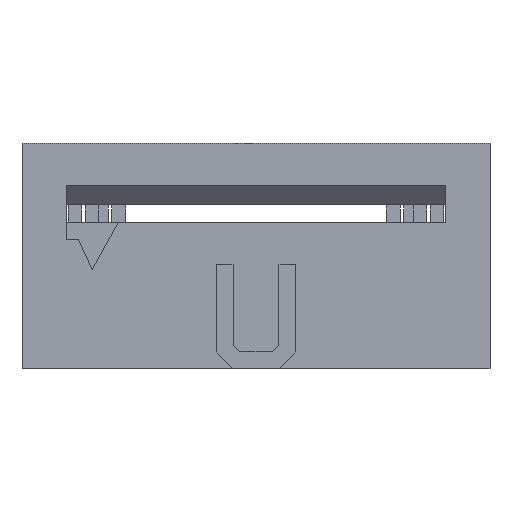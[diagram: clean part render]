
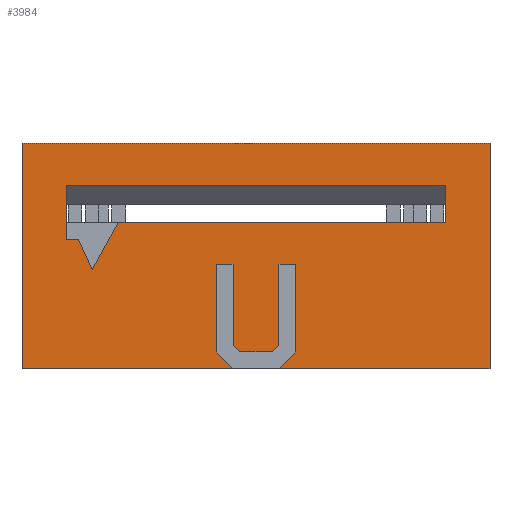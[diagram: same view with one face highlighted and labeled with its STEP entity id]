
A CAD part, top view. The second image highlights one B-rep face of the part: STEP entity #3984.
In plain terms, the highlighted free-form (B-spline) face has degree [1, 1] with [2, 2] control points.
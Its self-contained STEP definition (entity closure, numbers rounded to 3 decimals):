
#650=CARTESIAN_POINT('V26',(11.969,0.8,
   6.1));
#651=VERTEX_POINT('V26',#650);
#658=CARTESIAN_POINT('V169',(12.3,1.131,
   6.1));
#659=VERTEX_POINT('V169',#658);
#665=CARTESIAN_POINT('E236',(11.969,0.8,
   6.1));
#666=CARTESIAN_POINT('E236',(12.3,1.131,
   6.1));
#667=QUASI_UNIFORM_CURVE('E236',1,(#665,#666),.POLYLINE_FORM.,.F.,
   .U.);
#668=EDGE_CURVE('E236',#651,#659,#667,.T.);
#680=CARTESIAN_POINT('V168',(12.3,5.0,
   6.1));
#681=VERTEX_POINT('V168',#680);
#687=CARTESIAN_POINT('E234',(12.3,1.131,
   6.1));
#688=CARTESIAN_POINT('E234',(12.3,5.0,
   6.1));
#689=B_SPLINE_CURVE_WITH_KNOTS('E234',1,(#687,#688),.POLYLINE_FORM.,
   .F.,.U.,(2,2),(0.0,3.517),.UNSPECIFIED.);
#690=EDGE_CURVE('E234',#659,#681,#689,.T.);
#702=CARTESIAN_POINT('V167',(13.1,5.0,
   6.1));
#703=VERTEX_POINT('V167',#702);
#709=CARTESIAN_POINT('E232',(12.3,5.0,
   6.1));
#710=CARTESIAN_POINT('E232',(13.1,5.0,
   6.1));
#711=QUASI_UNIFORM_CURVE('E232',1,(#709,#710),.POLYLINE_FORM.,.F.,
   .U.);
#712=EDGE_CURVE('E232',#681,#703,#711,.T.);
#724=CARTESIAN_POINT('V166',(13.1,0.8,
   6.1));
#725=VERTEX_POINT('V166',#724);
#731=CARTESIAN_POINT('E230',(13.1,5.0,
   6.1));
#732=CARTESIAN_POINT('E230',(13.1,0.8,
   6.1));
#733=B_SPLINE_CURVE_WITH_KNOTS('E230',1,(#731,#732),.POLYLINE_FORM.,
   .F.,.U.,(2,2),(0.0,3.818),.UNSPECIFIED.);
#734=EDGE_CURVE('E230',#703,#725,#733,.T.);
#746=CARTESIAN_POINT('V4',(12.3,0.,
   6.1));
#747=VERTEX_POINT('V4',#746);
#753=CARTESIAN_POINT('E228',(13.1,0.8,
   6.1));
#754=CARTESIAN_POINT('E228',(12.3,0.,
   6.1));
#755=QUASI_UNIFORM_CURVE('E228',1,(#753,#754),.POLYLINE_FORM.,.F.,
   .U.);
#756=EDGE_CURVE('E228',#725,#747,#755,.T.);
#1477=CARTESIAN_POINT('V8',(0.0,0.0,6.1));
#1478=VERTEX_POINT('V8',#1477);
#1484=CARTESIAN_POINT('V66',(0.0,10.8,
   6.1));
#1485=VERTEX_POINT('V66',#1484);
#1486=CARTESIAN_POINT('E312',(0.0,0.0,6.1));
#1487=CARTESIAN_POINT('E312',(0.,10.8,
   6.1));
#1488=B_SPLINE_CURVE_WITH_KNOTS('E312',1,(#1486,#1487),
   .POLYLINE_FORM.,.F.,.U.,(2,2),(0.0,1.77),
   .UNSPECIFIED.);
#1489=EDGE_CURVE('E312',#1478,#1485,#1488,.T.);
#2004=CARTESIAN_POINT('V67',(22.4,10.8,
   6.1));
#2005=VERTEX_POINT('V67',#2004);
#2013=CARTESIAN_POINT('V3',(22.4,0.0,6.1)
   );
#2014=VERTEX_POINT('V3',#2013);
#2015=CARTESIAN_POINT('E185',(22.4,0.0,
   6.1));
#2016=CARTESIAN_POINT('E185',(22.4,10.8,
   6.1));
#2017=B_SPLINE_CURVE_WITH_KNOTS('E185',1,(#2015,#2016),
   .POLYLINE_FORM.,.F.,.U.,(2,2),(0.0,1.77),
   .UNSPECIFIED.);
#2018=EDGE_CURVE('E185',#2014,#2005,#2017,.T.);
#2369=CARTESIAN_POINT('E73',(0.0,10.8,
   6.1));
#2370=CARTESIAN_POINT('E73',(22.4,10.8,
   6.1));
#2371=QUASI_UNIFORM_CURVE('E73',1,(#2369,#2370),.POLYLINE_FORM.,.F.,
   .U.);
#2372=EDGE_CURVE('E73',#1485,#2005,#2371,.T.);
#3385=CARTESIAN_POINT('V246',(4.61,7.0,
   6.1));
#3386=VERTEX_POINT('V246',#3385);
#3392=CARTESIAN_POINT('V155',(20.29,7.0,
   6.1));
#3393=VERTEX_POINT('V155',#3392);
#3394=CARTESIAN_POINT('E377',(4.61,7.0,
   6.1));
#3395=CARTESIAN_POINT('E377',(20.29,7.0,
   6.1));
#3396=B_SPLINE_CURVE_WITH_KNOTS('E377',1,(#3394,#3395),
   .POLYLINE_FORM.,.F.,.U.,(2,2),(0.138,1.0),
   .UNSPECIFIED.);
#3397=EDGE_CURVE('E377',#3386,#3393,#3396,.T.);
#3476=CARTESIAN_POINT('V245',(3.36,4.75,
   6.1));
#3477=VERTEX_POINT('V245',#3476);
#3483=CARTESIAN_POINT('E372',(4.61,7.0,
   6.1));
#3484=CARTESIAN_POINT('E372',(3.36,4.75,
   6.1));
#3485=B_SPLINE_CURVE_WITH_KNOTS('E372',1,(#3483,#3484),
   .POLYLINE_FORM.,.F.,.U.,(2,2),(0.0,12.87),
   .UNSPECIFIED.);
#3486=EDGE_CURVE('E372',#3386,#3477,#3485,.T.);
#3498=CARTESIAN_POINT('V243',(2.697,6.2,
   6.1));
#3499=VERTEX_POINT('V243',#3498);
#3505=CARTESIAN_POINT('E370',(3.36,4.75,
   6.1));
#3506=CARTESIAN_POINT('E370',(2.697,6.2,
   6.1));
#3507=B_SPLINE_CURVE_WITH_KNOTS('E370',1,(#3505,#3506),
   .POLYLINE_FORM.,.F.,.U.,(2,2),(0.0,7.971),
   .UNSPECIFIED.);
#3508=EDGE_CURVE('E370',#3477,#3499,#3507,.T.);
#3520=CARTESIAN_POINT('V244',(2.11,6.2,
   6.1));
#3521=VERTEX_POINT('V244',#3520);
#3527=CARTESIAN_POINT('E367',(2.697,6.2,
   6.1));
#3528=CARTESIAN_POINT('E367',(2.11,6.2,
   6.1));
#3529=B_SPLINE_CURVE_WITH_KNOTS('E367',1,(#3527,#3528),
   .POLYLINE_FORM.,.F.,.U.,(2,2),(0.0,2.937),
   .UNSPECIFIED.);
#3530=EDGE_CURVE('E367',#3499,#3521,#3529,.T.);
#3540=CARTESIAN_POINT('V40',(2.11,8.75,
   6.1));
#3541=VERTEX_POINT('V40',#3540);
#3542=CARTESIAN_POINT('E376',(2.11,8.75,
   6.1));
#3543=CARTESIAN_POINT('E376',(2.11,6.2,
   6.1));
#3544=QUASI_UNIFORM_CURVE('E376',1,(#3542,#3543),.POLYLINE_FORM.,.F.,
   .U.);
#3545=EDGE_CURVE('E376',#3541,#3521,#3544,.T.);
#3648=CARTESIAN_POINT('V39',(20.29,8.75,
   6.1));
#3649=VERTEX_POINT('V39',#3648);
#3655=CARTESIAN_POINT('E41',(2.11,8.75,
   6.1));
#3656=CARTESIAN_POINT('E41',(20.29,8.75,
   6.1));
#3657=QUASI_UNIFORM_CURVE('E41',1,(#3655,#3656),.POLYLINE_FORM.,.F.,
   .U.);
#3658=EDGE_CURVE('E41',#3541,#3649,#3657,.T.);
#3684=CARTESIAN_POINT('E203',(20.29,8.75,
   6.1));
#3685=CARTESIAN_POINT('E203',(20.29,7.0,
   6.1));
#3686=QUASI_UNIFORM_CURVE('E203',1,(#3684,#3685),.POLYLINE_FORM.,.F.,
   .U.);
#3687=EDGE_CURVE('E203',#3649,#3393,#3686,.T.);
#3779=CARTESIAN_POINT('E3',(22.4,0.0,6.1)
   );
#3780=CARTESIAN_POINT('E3',(12.3,0.,
   6.1));
#3781=B_SPLINE_CURVE_WITH_KNOTS('E3',1,(#3779,#3780),.POLYLINE_FORM.,
   .F.,.U.,(2,2),(0.18,1.836),
   .UNSPECIFIED.);
#3782=EDGE_CURVE('E3',#2014,#747,#3781,.T.);
#3786=CARTESIAN_POINT('V7',(10.1,0.,
   6.1));
#3787=VERTEX_POINT('V7',#3786);
#3793=CARTESIAN_POINT('E7',(10.1,0.,
   6.1));
#3794=CARTESIAN_POINT('E7',(0.0,0.0,6.1));
#3795=B_SPLINE_CURVE_WITH_KNOTS('E7',1,(#3793,#3794),.POLYLINE_FORM.,
   .F.,.U.,(2,2),(0.18,1.836),
   .UNSPECIFIED.);
#3796=EDGE_CURVE('E7',#3787,#1478,#3795,.T.);
#3831=CARTESIAN_POINT('V234',(9.3,0.8,
   6.1));
#3832=VERTEX_POINT('V234',#3831);
#3833=CARTESIAN_POINT('E353',(10.1,0.,
   6.1));
#3834=CARTESIAN_POINT('E353',(9.3,0.8,
   6.1));
#3835=QUASI_UNIFORM_CURVE('E353',1,(#3833,#3834),.POLYLINE_FORM.,.F.,
   .U.);
#3836=EDGE_CURVE('E353',#3787,#3832,#3835,.T.);
#3853=CARTESIAN_POINT('V235',(9.3,5.0,
   6.1));
#3854=VERTEX_POINT('V235',#3853);
#3855=CARTESIAN_POINT('E355',(9.3,0.8,
   6.1));
#3856=CARTESIAN_POINT('E355',(9.3,5.0,
   6.1));
#3857=B_SPLINE_CURVE_WITH_KNOTS('E355',1,(#3855,#3856),
   .POLYLINE_FORM.,.F.,.U.,(2,2),(0.0,3.818),
   .UNSPECIFIED.);
#3858=EDGE_CURVE('E355',#3832,#3854,#3857,.T.);
#3875=CARTESIAN_POINT('V236',(10.1,5.0,
   6.1));
#3876=VERTEX_POINT('V236',#3875);
#3877=CARTESIAN_POINT('E357',(9.3,5.0,
   6.1));
#3878=CARTESIAN_POINT('E357',(10.1,5.0,
   6.1));
#3879=QUASI_UNIFORM_CURVE('E357',1,(#3877,#3878),.POLYLINE_FORM.,.F.,
   .U.);
#3880=EDGE_CURVE('E357',#3854,#3876,#3879,.T.);
#3897=CARTESIAN_POINT('V237',(10.1,1.131,
   6.1));
#3898=VERTEX_POINT('V237',#3897);
#3899=CARTESIAN_POINT('E359',(10.1,5.0,
   6.1));
#3900=CARTESIAN_POINT('E359',(10.1,1.131,
   6.1));
#3901=B_SPLINE_CURVE_WITH_KNOTS('E359',1,(#3899,#3900),
   .POLYLINE_FORM.,.F.,.U.,(2,2),(0.0,3.517),
   .UNSPECIFIED.);
#3902=EDGE_CURVE('E359',#3876,#3898,#3901,.T.);
#3919=CARTESIAN_POINT('V25',(10.431,0.8,
   6.1));
#3920=VERTEX_POINT('V25',#3919);
#3921=CARTESIAN_POINT('E361',(10.1,1.131,
   6.1));
#3922=CARTESIAN_POINT('E361',(10.431,0.8,
   6.1));
#3923=QUASI_UNIFORM_CURVE('E361',1,(#3921,#3922),.POLYLINE_FORM.,.F.,
   .U.);
#3924=EDGE_CURVE('E361',#3898,#3920,#3923,.T.);
#3941=CARTESIAN_POINT('E25',(10.431,0.8,
   6.1));
#3942=CARTESIAN_POINT('E25',(11.969,0.8,
   6.1));
#3943=QUASI_UNIFORM_CURVE('E25',1,(#3941,#3942),.POLYLINE_FORM.,.F.,
   .U.);
#3944=EDGE_CURVE('E25',#3920,#651,#3943,.T.);
#3952=CARTESIAN_POINT('F135',(-0.66,-0.64,
   6.1));
#3953=CARTESIAN_POINT('F135',(23.06,-0.64,
   6.1));
#3954=CARTESIAN_POINT('F135',(-0.66,11.44,
   6.1));
#3955=CARTESIAN_POINT('F135',(23.06,11.44,
   6.1));
#3956=B_SPLINE_SURFACE_WITH_KNOTS('F135',1,1,((#3952,#3954),(
   #3953,#3955)),.PLANE_SURF.,.F.,.F.,.U.,(2,2),(2,2),(0.0,
   1.964),(0.0,1.0),.UNSPECIFIED.);
#3957=ORIENTED_EDGE('E25',*,*,#3944,.T.);
#3958=ORIENTED_EDGE('F69',*,*,#668,.T.);
#3959=ORIENTED_EDGE('F68',*,*,#690,.T.);
#3960=ORIENTED_EDGE('F67',*,*,#712,.T.);
#3961=ORIENTED_EDGE('F66',*,*,#734,.T.);
#3962=ORIENTED_EDGE('F65',*,*,#756,.T.);
#3963=ORIENTED_EDGE('E3',*,*,#3782,.F.);
#3964=ORIENTED_EDGE('E185',*,*,#2018,.T.);
#3965=ORIENTED_EDGE('E73',*,*,#2372,.F.);
#3966=ORIENTED_EDGE('E312',*,*,#1489,.F.);
#3967=ORIENTED_EDGE('E7',*,*,#3796,.F.);
#3968=ORIENTED_EDGE('E353',*,*,#3836,.T.);
#3969=ORIENTED_EDGE('E355',*,*,#3858,.T.);
#3970=ORIENTED_EDGE('E357',*,*,#3880,.T.);
#3971=ORIENTED_EDGE('E359',*,*,#3902,.T.);
#3972=ORIENTED_EDGE('E361',*,*,#3924,.T.);
#3973=EDGE_LOOP('F135',(#3957,#3958,#3959,#3960,#3961,#3962,#3963,
   #3964,#3965,#3966,#3967,#3968,#3969,#3970,#3971,#3972));
#3974=FACE_OUTER_BOUND('F135',#3973,.T.);
#3975=ORIENTED_EDGE('F130',*,*,#3530,.T.);
#3976=ORIENTED_EDGE('E376',*,*,#3545,.F.);
#3977=ORIENTED_EDGE('E41',*,*,#3658,.T.);
#3978=ORIENTED_EDGE('E203',*,*,#3687,.T.);
#3979=ORIENTED_EDGE('E377',*,*,#3397,.F.);
#3980=ORIENTED_EDGE('F132',*,*,#3486,.T.);
#3981=ORIENTED_EDGE('F131',*,*,#3508,.T.);
#3982=EDGE_LOOP('F135',(#3975,#3976,#3977,#3978,#3979,#3980,#3981)
   );
#3983=FACE_BOUND('F135',#3982,.T.);
#3984=ADVANCED_FACE('F135',(#3974,#3983),#3956,.T.);
